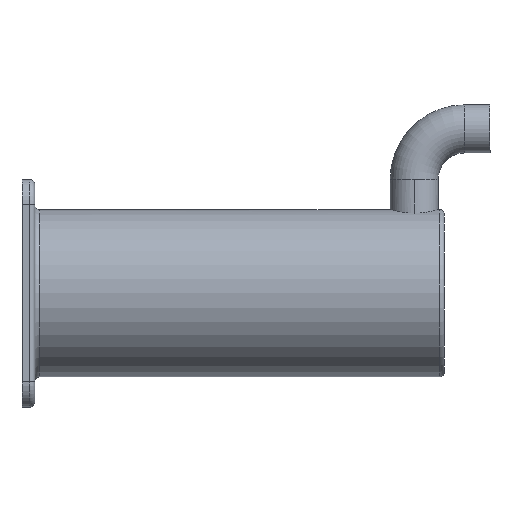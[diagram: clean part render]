
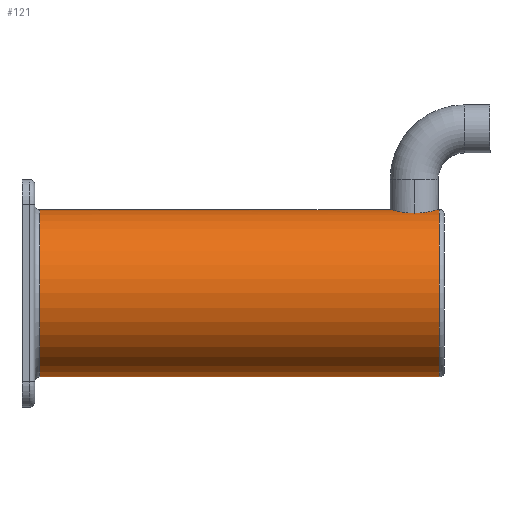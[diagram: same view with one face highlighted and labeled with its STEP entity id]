
A CAD part, left-side view. The second image highlights one B-rep face of the part: STEP entity #121.
In plain terms, the highlighted cylindrical face has radius 33.06 mm (diameter 66.12 mm), a partial arc.
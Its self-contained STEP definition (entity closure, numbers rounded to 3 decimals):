
#5 = CARTESIAN_POINT ( 'NONE',  ( 0., 158., -33.06 ) ) ;
#11 = ORIENTED_EDGE ( 'NONE', *, *, #627, .T. ) ;
#67 = CARTESIAN_POINT ( 'NONE',  ( -3.076, 19.01, 32.922 ) ) ;
#93 = DIRECTION ( 'NONE',  ( 0., 0., 1. ) ) ;
#114 = CARTESIAN_POINT ( 'NONE',  ( -6.932, 3.496, 32.326 ) ) ;
#121 = ADVANCED_FACE ( 'NONE', ( #1688 ), #332, .T. ) ;
#130 = CARTESIAN_POINT ( 'NONE',  ( 0., 0.5, 33.06 ) ) ;
#161 = CARTESIAN_POINT ( 'NONE',  ( -8.891, 6.638, 31.842 ) ) ;
#173 = CARTESIAN_POINT ( 'NONE',  ( -0.628, 19.5, 33.06 ) ) ;
#187 = CARTESIAN_POINT ( 'NONE',  ( -9.5, 10., 31.666 ) ) ;
#196 = CARTESIAN_POINT ( 'NONE',  ( -5.545, 17.72, 32.593 ) ) ;
#202 = EDGE_CURVE ( 'NONE', #747, #1454, #1725, .T. ) ;
#289 = CARTESIAN_POINT ( 'NONE',  ( -5.8, 2.451, 32.551 ) ) ;
#311 = CARTESIAN_POINT ( 'NONE',  ( -7.538, 15.79, 32.19 ) ) ;
#330 = CARTESIAN_POINT ( 'NONE',  ( 0., 165., 0. ) ) ;
#332 = CYLINDRICAL_SURFACE ( 'NONE', #1416, 33.06 ) ;
#351 = CARTESIAN_POINT ( 'NONE',  ( -4.758, 1.771, 32.717 ) ) ;
#369 = CARTESIAN_POINT ( 'NONE',  ( 0., 165., 33.06 ) ) ;
#398 = ORIENTED_EDGE ( 'NONE', *, *, #857, .F. ) ;
#414 = VERTEX_POINT ( 'NONE', #635 ) ;
#426 = CARTESIAN_POINT ( 'NONE',  ( -9.422, 8.747, 31.689 ) ) ;
#429 = LINE ( 'NONE', #1700, #1354 ) ;
#454 = CARTESIAN_POINT ( 'NONE',  ( -6.502, 16.933, 32.415 ) ) ;
#460 = CARTESIAN_POINT ( 'NONE',  ( -7.725, 15.539, 32.145 ) ) ;
#463 = CARTESIAN_POINT ( 'NONE',  ( -8.891, 13.36, 31.842 ) ) ;
#474 = DIRECTION ( 'NONE',  ( 0., -1., 0. ) ) ;
#481 = CARTESIAN_POINT ( 'NONE',  ( -9.18, 12.467, 31.76 ) ) ;
#494 = CIRCLE ( 'NONE', #572, 33.06 ) ;
#505 = DIRECTION ( 'NONE',  ( 0., 0., -1. ) ) ;
#520 = EDGE_CURVE ( 'NONE', #747, #1708, #1726, .T. ) ;
#536 = CARTESIAN_POINT ( 'NONE',  ( -3.929, 1.345, 32.827 ) ) ;
#572 = AXIS2_PLACEMENT_3D ( 'NONE', #1789, #929, #93 ) ;
#589 = CARTESIAN_POINT ( 'NONE',  ( 0., 19.5, 33.06 ) ) ;
#613 = CARTESIAN_POINT ( 'NONE',  ( -9.5, 10.626, 31.666 ) ) ;
#617 = CARTESIAN_POINT ( 'NONE',  ( -8.53, 5.771, 31.942 ) ) ;
#627 = EDGE_CURVE ( 'NONE', #1119, #414, #494, .T. ) ;
#631 = ORIENTED_EDGE ( 'NONE', *, *, #520, .T. ) ;
#635 = CARTESIAN_POINT ( 'NONE',  ( 0., 0., 33.06 ) ) ;
#651 = ORIENTED_EDGE ( 'NONE', *, *, #1346, .T. ) ;
#712 = LINE ( 'NONE', #369, #1308 ) ;
#735 = B_SPLINE_CURVE_WITH_KNOTS ( 'NONE', 3,
 ( #589, #173, #1443, #1744, #67, #1048, #1319, #196, #1027, #1168, #454, #748, #1579, #311, #460, #1313, #1458, #463, #1326, #481, #1591, #1734, #613, #187 ),
 .UNSPECIFIED., .F., .F.,
 ( 4, 2, 2, 2, 2, 2, 2, 2, 2, 2, 2, 4 ),
 ( 0.016, 0.018, 0.02, 0.022, 0.023, 0.024, 0.025, 0.025, 0.027, 0.028, 0.029, 0.031 ),
 .UNSPECIFIED. ) ;
#747 = VERTEX_POINT ( 'NONE', #1677 ) ;
#748 = CARTESIAN_POINT ( 'NONE',  ( -6.938, 16.497, 32.325 ) ) ;
#755 = CARTESIAN_POINT ( 'NONE',  ( 0., 19.5, 33.06 ) ) ;
#780 = CARTESIAN_POINT ( 'NONE',  ( -8.237, 5.226, 32.019 ) ) ;
#797 = AXIS2_PLACEMENT_3D ( 'NONE', #1154, #474, #876 ) ;
#825 = CARTESIAN_POINT ( 'NONE',  ( -1.244, 0.561, 33.042 ) ) ;
#856 = ORIENTED_EDGE ( 'NONE', *, *, #1210, .F. ) ;
#857 = EDGE_CURVE ( 'NONE', #1454, #1636, #735, .T. ) ;
#873 = B_SPLINE_CURVE_WITH_KNOTS ( 'NONE', 3,
 ( #1091, #1234, #1402, #426, #992, #1167, #886, #993, #161, #617, #780, #1760, #1795, #943, #114, #1552, #289, #923, #351, #1238, #536, #1110, #1390, #825, #1811, #130 ),
 .UNSPECIFIED., .F., .F.,
 ( 4, 2, 2, 2, 2, 2, 2, 2, 2, 2, 2, 2, 4 ),
 ( 0.031, 0.032, 0.033, 0.034, 0.035, 0.037, 0.038, 0.039, 0.04, 0.041, 0.042, 0.044, 0.046 ),
 .UNSPECIFIED. ) ;
#876 = DIRECTION ( 'NONE',  ( 0., 0., -1. ) ) ;
#886 = CARTESIAN_POINT ( 'NONE',  ( -9.178, 7.528, 31.761 ) ) ;
#923 = CARTESIAN_POINT ( 'NONE',  ( -5.027, 1.933, 32.677 ) ) ;
#929 = DIRECTION ( 'NONE',  ( 0., 1., 0. ) ) ;
#943 = CARTESIAN_POINT ( 'NONE',  ( -7.141, 3.727, 32.28 ) ) ;
#982 = CARTESIAN_POINT ( 'NONE',  ( 0., 0.5, 33.06 ) ) ;
#992 = CARTESIAN_POINT ( 'NONE',  ( -9.376, 8.439, 31.703 ) ) ;
#993 = CARTESIAN_POINT ( 'NONE',  ( -8.997, 6.933, 31.812 ) ) ;
#1002 = EDGE_CURVE ( 'NONE', #1636, #1520, #873, .T. ) ;
#1027 = CARTESIAN_POINT ( 'NONE',  ( -5.796, 17.534, 32.549 ) ) ;
#1048 = CARTESIAN_POINT ( 'NONE',  ( -4.222, 18.533, 32.794 ) ) ;
#1071 = DIRECTION ( 'NONE',  ( 0., -1., 0. ) ) ;
#1076 = DIRECTION ( 'NONE',  ( 0., -1., 0. ) ) ;
#1091 = CARTESIAN_POINT ( 'NONE',  ( -9.5, 10., 31.666 ) ) ;
#1110 = CARTESIAN_POINT ( 'NONE',  ( -3.072, 0.989, 32.922 ) ) ;
#1119 = VERTEX_POINT ( 'NONE', #1299 ) ;
#1154 = CARTESIAN_POINT ( 'NONE',  ( 0., 158., 0. ) ) ;
#1167 = CARTESIAN_POINT ( 'NONE',  ( -9.254, 7.829, 31.738 ) ) ;
#1168 = CARTESIAN_POINT ( 'NONE',  ( -6.274, 17.14, 32.46 ) ) ;
#1187 = DIRECTION ( 'NONE',  ( 0., -1., 0. ) ) ;
#1210 = EDGE_CURVE ( 'NONE', #1520, #414, #712, .T. ) ;
#1234 = CARTESIAN_POINT ( 'NONE',  ( -9.5, 9.687, 31.666 ) ) ;
#1238 = CARTESIAN_POINT ( 'NONE',  ( -4.209, 1.478, 32.792 ) ) ;
#1247 = VECTOR ( 'NONE', #1392, 1000. ) ;
#1299 = CARTESIAN_POINT ( 'NONE',  ( 0., 0., -33.06 ) ) ;
#1308 = VECTOR ( 'NONE', #1071, 1000. ) ;
#1313 = CARTESIAN_POINT ( 'NONE',  ( -8.243, 14.763, 32.018 ) ) ;
#1319 = CARTESIAN_POINT ( 'NONE',  ( -4.768, 18.241, 32.719 ) ) ;
#1326 = CARTESIAN_POINT ( 'NONE',  ( -8.997, 13.067, 31.812 ) ) ;
#1346 = EDGE_CURVE ( 'NONE', #1708, #1119, #429, .T. ) ;
#1354 = VECTOR ( 'NONE', #1076, 1000. ) ;
#1386 = ORIENTED_EDGE ( 'NONE', *, *, #202, .F. ) ;
#1390 = CARTESIAN_POINT ( 'NONE',  ( -2.478, 0.807, 32.973 ) ) ;
#1392 = DIRECTION ( 'NONE',  ( 0., -1., 0. ) ) ;
#1402 = CARTESIAN_POINT ( 'NONE',  ( -9.484, 9.371, 31.67 ) ) ;
#1413 = EDGE_LOOP ( 'NONE', ( #1386, #631, #651, #11, #856, #1689, #398 ) ) ;
#1416 = AXIS2_PLACEMENT_3D ( 'NONE', #330, #1187, #505 ) ;
#1443 = CARTESIAN_POINT ( 'NONE',  ( -1.247, 19.438, 33.042 ) ) ;
#1454 = VERTEX_POINT ( 'NONE', #755 ) ;
#1458 = CARTESIAN_POINT ( 'NONE',  ( -8.535, 14.218, 31.94 ) ) ;
#1506 = CARTESIAN_POINT ( 'NONE',  ( -9.5, 10., 31.666 ) ) ;
#1520 = VERTEX_POINT ( 'NONE', #982 ) ;
#1552 = CARTESIAN_POINT ( 'NONE',  ( -6.276, 2.841, 32.462 ) ) ;
#1579 = CARTESIAN_POINT ( 'NONE',  ( -7.145, 16.269, 32.279 ) ) ;
#1591 = CARTESIAN_POINT ( 'NONE',  ( -9.256, 12.162, 31.738 ) ) ;
#1636 = VERTEX_POINT ( 'NONE', #1506 ) ;
#1677 = CARTESIAN_POINT ( 'NONE',  ( 0., 158., 33.06 ) ) ;
#1688 = FACE_OUTER_BOUND ( 'NONE', #1413, .T. ) ;
#1689 = ORIENTED_EDGE ( 'NONE', *, *, #1002, .F. ) ;
#1700 = CARTESIAN_POINT ( 'NONE',  ( 0., 165., -33.06 ) ) ;
#1708 = VERTEX_POINT ( 'NONE', #5 ) ;
#1725 = LINE ( 'NONE', #1817, #1247 ) ;
#1726 = CIRCLE ( 'NONE', #797, 33.06 ) ;
#1734 = CARTESIAN_POINT ( 'NONE',  ( -9.439, 11.245, 31.684 ) ) ;
#1744 = CARTESIAN_POINT ( 'NONE',  ( -2.469, 19.195, 32.973 ) ) ;
#1760 = CARTESIAN_POINT ( 'NONE',  ( -7.721, 4.457, 32.146 ) ) ;
#1789 = CARTESIAN_POINT ( 'NONE',  ( 0., 0., 0. ) ) ;
#1795 = CARTESIAN_POINT ( 'NONE',  ( -7.537, 4.208, 32.19 ) ) ;
#1811 = CARTESIAN_POINT ( 'NONE',  ( -0.622, 0.5, 33.06 ) ) ;
#1817 = CARTESIAN_POINT ( 'NONE',  ( 0., 165., 33.06 ) ) ;
